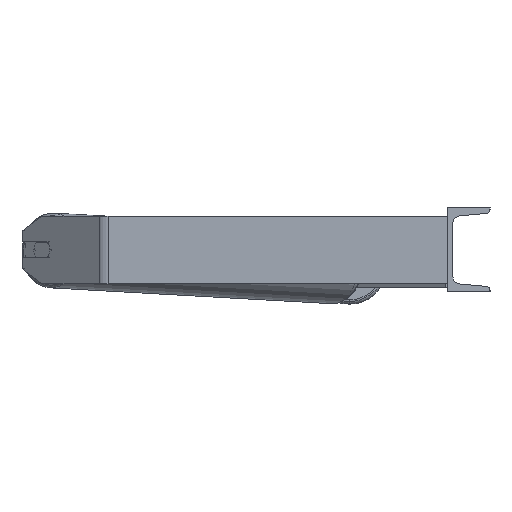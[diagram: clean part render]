
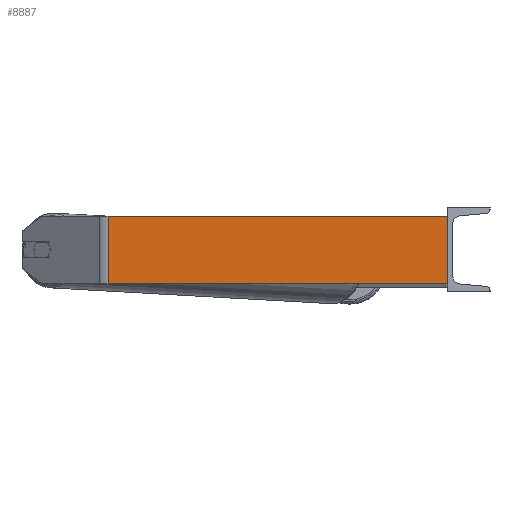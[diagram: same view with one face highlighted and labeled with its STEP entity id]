
A CAD part, left-side view. The second image highlights one B-rep face of the part: STEP entity #8887.
In plain terms, the highlighted planar face has unit normal (-1, 0, 0).
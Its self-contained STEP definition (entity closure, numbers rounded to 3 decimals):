
#31 = DIRECTION ( 'NONE',  ( 0., 1., 0. ) ) ;
#190 = DIRECTION ( 'NONE',  ( 0., -1., 0. ) ) ;
#299 = LINE ( 'NONE', #4379, #359 ) ;
#359 = VECTOR ( 'NONE', #8629, 1000. ) ;
#791 = EDGE_LOOP ( 'NONE', ( #5635, #5124, #7112, #5367 ) ) ;
#845 = EDGE_CURVE ( 'NONE', #1840, #6140, #6499, .T. ) ;
#1320 = FACE_OUTER_BOUND ( 'NONE', #791, .T. ) ;
#1504 = CARTESIAN_POINT ( 'NONE',  ( -785., 0., 40. ) ) ;
#1567 = VECTOR ( 'NONE', #4295, 1000. ) ;
#1840 = VERTEX_POINT ( 'NONE', #7749 ) ;
#2366 = CARTESIAN_POINT ( 'NONE',  ( -785., 409.753, 40. ) ) ;
#2910 = EDGE_CURVE ( 'NONE', #6574, #1840, #299, .T. ) ;
#3176 = DIRECTION ( 'NONE',  ( 0., -1., 0. ) ) ;
#3828 = CARTESIAN_POINT ( 'NONE',  ( -785., 0., -40. ) ) ;
#4295 = DIRECTION ( 'NONE',  ( 0., 0., -1. ) ) ;
#4379 = CARTESIAN_POINT ( 'NONE',  ( -785., 403.93, 40. ) ) ;
#4573 = CARTESIAN_POINT ( 'NONE',  ( -785., 403.93, 40. ) ) ;
#4788 = PLANE ( 'NONE',  #8099 ) ;
#5124 = ORIENTED_EDGE ( 'NONE', *, *, #8561, .F. ) ;
#5143 = LINE ( 'NONE', #1504, #1567 ) ;
#5367 = ORIENTED_EDGE ( 'NONE', *, *, #2910, .T. ) ;
#5432 = CARTESIAN_POINT ( 'NONE',  ( -785., 0., 40. ) ) ;
#5563 = CARTESIAN_POINT ( 'NONE',  ( -785., 409.753, 40. ) ) ;
#5589 = VECTOR ( 'NONE', #190, 1000. ) ;
#5635 = ORIENTED_EDGE ( 'NONE', *, *, #845, .T. ) ;
#5883 = VECTOR ( 'NONE', #3176, 1000. ) ;
#6140 = VERTEX_POINT ( 'NONE', #3828 ) ;
#6343 = DIRECTION ( 'NONE',  ( 1., 0., 0. ) ) ;
#6489 = EDGE_CURVE ( 'NONE', #6574, #7376, #7859, .T. ) ;
#6499 = LINE ( 'NONE', #7086, #5883 ) ;
#6574 = VERTEX_POINT ( 'NONE', #4573 ) ;
#7086 = CARTESIAN_POINT ( 'NONE',  ( -785., 409.753, -40. ) ) ;
#7112 = ORIENTED_EDGE ( 'NONE', *, *, #6489, .F. ) ;
#7376 = VERTEX_POINT ( 'NONE', #5432 ) ;
#7749 = CARTESIAN_POINT ( 'NONE',  ( -785., 403.93, -40. ) ) ;
#7859 = LINE ( 'NONE', #2366, #5589 ) ;
#8099 = AXIS2_PLACEMENT_3D ( 'NONE', #5563, #6343, #31 ) ;
#8561 = EDGE_CURVE ( 'NONE', #7376, #6140, #5143, .T. ) ;
#8629 = DIRECTION ( 'NONE',  ( 0., 0., -1. ) ) ;
#8887 = ADVANCED_FACE ( 'NONE', ( #1320 ), #4788, .F. ) ;
